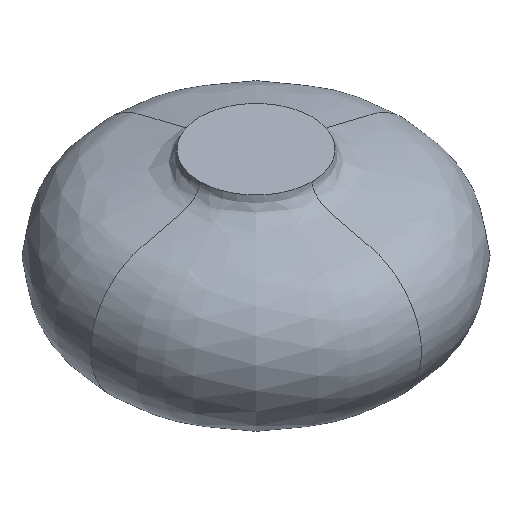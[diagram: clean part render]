
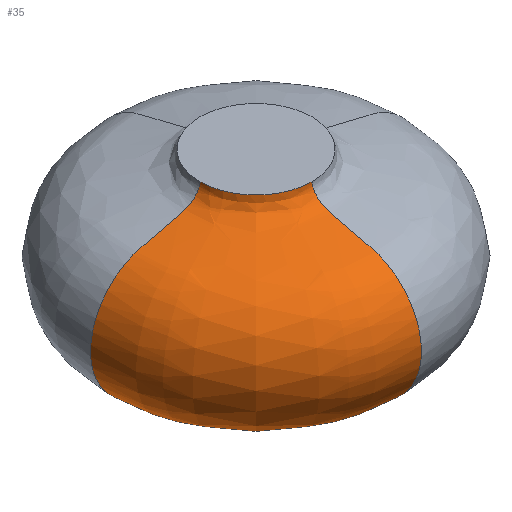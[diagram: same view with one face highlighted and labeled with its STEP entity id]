
A CAD part, isometric view. The second image highlights one B-rep face of the part: STEP entity #35.
In plain terms, the highlighted free-form (B-spline) face has degree [2, 2] with [3, 17] control points.
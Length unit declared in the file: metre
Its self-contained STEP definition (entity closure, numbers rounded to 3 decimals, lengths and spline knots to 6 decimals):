
#35=ADVANCED_FACE('',(#66),#67,.F.);
#66=FACE_OUTER_BOUND('',#148,.T.);
#67=(B_SPLINE_SURFACE(2,2,((#150,#151,#152,#153,#154,#155,#156,#157,#158,#159,#160,#161,#162,#163,#164,#165,#166),(#167,#168,#169,#170,#171,#172,#173,#174,#175,#176,#177,#178,#179,#180,#181,#182,#183),(#184,#185,#186,#187,#188,#189,#190,#191,#192,#193,#194,#195,#196,#197,#198,#199,#200)),.UNSPECIFIED.,.F.,.F.,.F.)B_SPLINE_SURFACE_WITH_KNOTS((3,3),(3,1,2,2,1,2,1,2,2,1,3),(0.0,1.0),(0.0,0.1,0.2,0.3,0.4,0.5,0.6,0.7,0.8,0.9,1.0),.UNSPECIFIED.)RATIONAL_B_SPLINE_SURFACE(((1.0,0.907,0.907,1.0,1.0,1.0,0.907,0.907,1.0,0.907,0.907,1.0,1.0,1.0,0.907,0.907,1.0),(0.707,0.641,0.641,0.707,0.707,0.707,0.641,0.641,0.707,0.641,0.641,0.707,0.707,0.707,0.641,0.641,0.707),(1.0,0.907,0.907,1.0,1.0,1.0,0.907,0.907,1.0,0.907,0.907,1.0,1.0,1.0,0.907,0.907,1.0)))BOUNDED_SURFACE()REPRESENTATION_ITEM('')GEOMETRIC_REPRESENTATION_ITEM()SURFACE());
#148=EDGE_LOOP('',(#341,#342,#343,#344));
#150=CARTESIAN_POINT('',(-0.0,-0.035,-0.0577));
#151=CARTESIAN_POINT('',(-0.0,-0.035,-0.053855));
#152=CARTESIAN_POINT('',(-0.0,-0.042077,-0.047597));
#153=CARTESIAN_POINT('',(-0.0,-0.047835,-0.046349));
#154=CARTESIAN_POINT('',(-0.0,-0.061381,-0.043039));
#155=CARTESIAN_POINT('',(-0.0,-0.074927,-0.039728));
#156=CARTESIAN_POINT('',(-0.0,-0.087657,-0.035361));
#157=CARTESIAN_POINT('',(-0.0,-0.1033,-0.013458));
#158=CARTESIAN_POINT('',(-0.0,-0.1033,0.0));
#159=CARTESIAN_POINT('',(-0.0,-0.1033,0.013458));
#160=CARTESIAN_POINT('',(-0.0,-0.087657,0.035361));
#161=CARTESIAN_POINT('',(-0.0,-0.074927,0.039728));
#162=CARTESIAN_POINT('',(-0.0,-0.061381,0.043039));
#163=CARTESIAN_POINT('',(-0.0,-0.047835,0.046349));
#164=CARTESIAN_POINT('',(-0.0,-0.042077,0.047597));
#165=CARTESIAN_POINT('',(-0.0,-0.035,0.053855));
#166=CARTESIAN_POINT('',(-0.0,-0.035,0.0577));
#167=CARTESIAN_POINT('',(-0.035,-0.035,-0.0577));
#168=CARTESIAN_POINT('',(-0.035,-0.035,-0.053855));
#169=CARTESIAN_POINT('',(-0.042077,-0.042077,-0.047597));
#170=CARTESIAN_POINT('',(-0.047835,-0.047835,-0.046349));
#171=CARTESIAN_POINT('',(-0.061381,-0.061381,-0.043039));
#172=CARTESIAN_POINT('',(-0.074927,-0.074927,-0.039728));
#173=CARTESIAN_POINT('',(-0.087657,-0.087657,-0.035361));
#174=CARTESIAN_POINT('',(-0.1033,-0.1033,-0.013458));
#175=CARTESIAN_POINT('',(-0.1033,-0.1033,0.0));
#176=CARTESIAN_POINT('',(-0.1033,-0.1033,0.013458));
#177=CARTESIAN_POINT('',(-0.087657,-0.087657,0.035361));
#178=CARTESIAN_POINT('',(-0.074927,-0.074927,0.039728));
#179=CARTESIAN_POINT('',(-0.061381,-0.061381,0.043039));
#180=CARTESIAN_POINT('',(-0.047835,-0.047835,0.046349));
#181=CARTESIAN_POINT('',(-0.042077,-0.042077,0.047597));
#182=CARTESIAN_POINT('',(-0.035,-0.035,0.053855));
#183=CARTESIAN_POINT('',(-0.035,-0.035,0.0577));
#184=CARTESIAN_POINT('',(-0.035,0.0,-0.0577));
#185=CARTESIAN_POINT('',(-0.035,0.0,-0.053855));
#186=CARTESIAN_POINT('',(-0.042077,0.0,-0.047597));
#187=CARTESIAN_POINT('',(-0.047835,0.0,-0.046349));
#188=CARTESIAN_POINT('',(-0.061381,0.0,-0.043039));
#189=CARTESIAN_POINT('',(-0.074927,0.0,-0.039728));
#190=CARTESIAN_POINT('',(-0.087657,0.0,-0.035361));
#191=CARTESIAN_POINT('',(-0.1033,0.0,-0.013458));
#192=CARTESIAN_POINT('',(-0.1033,0.0,0.0));
#193=CARTESIAN_POINT('',(-0.1033,0.0,0.013458));
#194=CARTESIAN_POINT('',(-0.087657,0.0,0.035361));
#195=CARTESIAN_POINT('',(-0.074927,0.0,0.039728));
#196=CARTESIAN_POINT('',(-0.061381,0.0,0.043039));
#197=CARTESIAN_POINT('',(-0.047835,0.0,0.046349));
#198=CARTESIAN_POINT('',(-0.042077,0.0,0.047597));
#199=CARTESIAN_POINT('',(-0.035,0.0,0.053855));
#200=CARTESIAN_POINT('',(-0.035,0.0,0.0577));
#341=ORIENTED_EDGE('',*,*,#378,.F.);
#342=ORIENTED_EDGE('',*,*,#379,.F.);
#343=ORIENTED_EDGE('',*,*,#380,.F.);
#344=ORIENTED_EDGE('',*,*,#373,.T.);
#373=EDGE_CURVE('',#394,#391,#395,.T.);
#378=EDGE_CURVE('',#401,#391,#402,.T.);
#379=EDGE_CURVE('',#403,#401,#404,.T.);
#380=EDGE_CURVE('',#394,#403,#405,.T.);
#391=VERTEX_POINT('',#418);
#394=VERTEX_POINT('',#421);
#395=(B_SPLINE_CURVE(2,(#423,#424,#425,#426,#427,#428,#429,#430,#431,#432,#433,#434,#435,#436,#437,#438,#439),.UNSPECIFIED.,.F.,.F.)B_SPLINE_CURVE_WITH_KNOTS((3,1,2,2,1,2,1,2,2,1,3),(-1.0,-0.9,-0.8,-0.7,-0.6,-0.5,-0.4,-0.3,-0.2,-0.1,-0.0),.UNSPECIFIED.)RATIONAL_B_SPLINE_CURVE((1.0,0.907,0.907,1.0,1.0,1.0,0.907,0.907,1.0,0.907,0.907,1.0,1.0,1.0,0.907,0.907,1.0))BOUNDED_CURVE()REPRESENTATION_ITEM('')GEOMETRIC_REPRESENTATION_ITEM()CURVE());
#401=VERTEX_POINT('',#474);
#402=CIRCLE('',#475,0.035);
#403=VERTEX_POINT('',#476);
#404=(B_SPLINE_CURVE(2,(#478,#479,#480,#481,#482,#483,#484,#485,#486,#487,#488,#489,#490,#491,#492,#493,#494),.UNSPECIFIED.,.F.,.F.)B_SPLINE_CURVE_WITH_KNOTS((3,1,2,2,1,2,1,2,2,1,3),(-1.0,-0.9,-0.8,-0.7,-0.6,-0.5,-0.4,-0.3,-0.2,-0.1,-0.0),.UNSPECIFIED.)RATIONAL_B_SPLINE_CURVE((1.0,0.907,0.907,1.0,1.0,1.0,0.907,0.907,1.0,0.907,0.907,1.0,1.0,1.0,0.907,0.907,1.0))BOUNDED_CURVE()REPRESENTATION_ITEM('')GEOMETRIC_REPRESENTATION_ITEM()CURVE());
#405=CIRCLE('',#501,0.035);
#418=CARTESIAN_POINT('',(-0.035,0.0,-0.0577));
#421=CARTESIAN_POINT('',(-0.035,0.0,0.0577));
#423=CARTESIAN_POINT('',(-0.035,0.0,0.0577));
#424=CARTESIAN_POINT('',(-0.035,0.0,0.053855));
#425=CARTESIAN_POINT('',(-0.042077,0.0,0.047597));
#426=CARTESIAN_POINT('',(-0.047835,0.0,0.046349));
#427=CARTESIAN_POINT('',(-0.061381,0.0,0.043039));
#428=CARTESIAN_POINT('',(-0.074927,0.0,0.039728));
#429=CARTESIAN_POINT('',(-0.087657,0.0,0.035361));
#430=CARTESIAN_POINT('',(-0.1033,0.0,0.013458));
#431=CARTESIAN_POINT('',(-0.1033,0.0,0.0));
#432=CARTESIAN_POINT('',(-0.1033,0.0,-0.013458));
#433=CARTESIAN_POINT('',(-0.087657,0.0,-0.035361));
#434=CARTESIAN_POINT('',(-0.074927,0.0,-0.039728));
#435=CARTESIAN_POINT('',(-0.061381,0.0,-0.043039));
#436=CARTESIAN_POINT('',(-0.047835,0.0,-0.046349));
#437=CARTESIAN_POINT('',(-0.042077,0.0,-0.047597));
#438=CARTESIAN_POINT('',(-0.035,0.0,-0.053855));
#439=CARTESIAN_POINT('',(-0.035,0.0,-0.0577));
#474=CARTESIAN_POINT('',(0.0,-0.035,-0.0577));
#475=AXIS2_PLACEMENT_3D('',#542,#543,#544);
#476=CARTESIAN_POINT('',(0.0,-0.035,0.0577));
#478=CARTESIAN_POINT('',(0.0,-0.035,0.0577));
#479=CARTESIAN_POINT('',(0.0,-0.035,0.053855));
#480=CARTESIAN_POINT('',(0.0,-0.042077,0.047597));
#481=CARTESIAN_POINT('',(0.0,-0.047835,0.046349));
#482=CARTESIAN_POINT('',(0.0,-0.061381,0.043039));
#483=CARTESIAN_POINT('',(0.0,-0.074927,0.039728));
#484=CARTESIAN_POINT('',(0.0,-0.087657,0.035361));
#485=CARTESIAN_POINT('',(0.0,-0.1033,0.013458));
#486=CARTESIAN_POINT('',(0.0,-0.1033,0.0));
#487=CARTESIAN_POINT('',(0.0,-0.1033,-0.013458));
#488=CARTESIAN_POINT('',(0.0,-0.087657,-0.035361));
#489=CARTESIAN_POINT('',(0.0,-0.074927,-0.039728));
#490=CARTESIAN_POINT('',(0.0,-0.061381,-0.043039));
#491=CARTESIAN_POINT('',(0.0,-0.047835,-0.046349));
#492=CARTESIAN_POINT('',(0.0,-0.042077,-0.047597));
#493=CARTESIAN_POINT('',(0.0,-0.035,-0.053855));
#494=CARTESIAN_POINT('',(0.0,-0.035,-0.0577));
#501=AXIS2_PLACEMENT_3D('',#545,#546,#547);
#542=CARTESIAN_POINT('',(0.,0.,-0.0577));
#543=DIRECTION('',(0.0,0.0,-1.0));
#544=DIRECTION('',(0.,-1.,0.0));
#545=CARTESIAN_POINT('',(0.,0.,0.0577));
#546=DIRECTION('',(0.,0.,1.0));
#547=DIRECTION('',(-1.,0.,0.));
